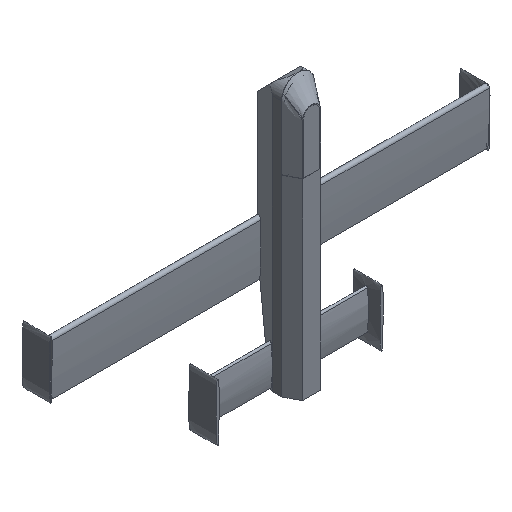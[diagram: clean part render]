
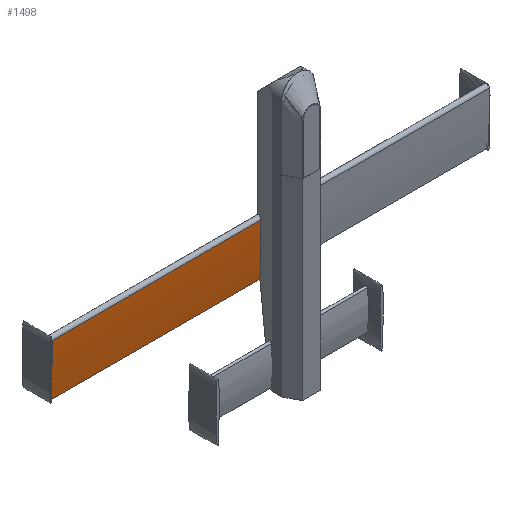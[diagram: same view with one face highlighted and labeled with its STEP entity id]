
A CAD part, isometric view. The second image highlights one B-rep face of the part: STEP entity #1498.
In plain terms, the highlighted cylindrical face has radius 1323.13 mm (diameter 2646.26 mm), a partial arc.
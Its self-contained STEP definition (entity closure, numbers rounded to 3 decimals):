
#27=ELLIPSE('',#1576,1403.389,1323.128);
#84=CIRCLE('',#1626,1323.128);
#102=CYLINDRICAL_SURFACE('',#1627,1323.128);
#173=FACE_OUTER_BOUND('',#259,.T.);
#259=EDGE_LOOP('',(#1303,#1304,#1305,#1306,#1307,#1308));
#310=B_SPLINE_CURVE_WITH_KNOTS('',3,(#3542,#3543,#3544,#3545,#3546,#3547),
 .UNSPECIFIED.,.F.,.F.,(4,2,4),(9.189,9.474,9.495),
 .UNSPECIFIED.);
#415=LINE('',#3323,#548);
#426=LINE('',#3554,#559);
#428=LINE('',#3559,#561);
#548=VECTOR('',#1889,10.);
#559=VECTOR('',#1950,10.);
#561=VECTOR('',#1956,10.);
#665=VERTEX_POINT('',#3211);
#666=VERTEX_POINT('',#3213);
#692=VERTEX_POINT('',#3322);
#711=VERTEX_POINT('',#3541);
#713=VERTEX_POINT('',#3553);
#714=VERTEX_POINT('',#3557);
#848=EDGE_CURVE('',#666,#665,#27,.T.);
#886=EDGE_CURVE('',#692,#666,#415,.T.);
#915=EDGE_CURVE('',#711,#692,#310,.T.);
#918=EDGE_CURVE('',#713,#711,#426,.T.);
#921=EDGE_CURVE('',#714,#665,#428,.T.);
#922=EDGE_CURVE('',#713,#714,#84,.T.);
#1303=ORIENTED_EDGE('',*,*,#918,.T.);
#1304=ORIENTED_EDGE('',*,*,#915,.T.);
#1305=ORIENTED_EDGE('',*,*,#886,.T.);
#1306=ORIENTED_EDGE('',*,*,#848,.T.);
#1307=ORIENTED_EDGE('',*,*,#921,.F.);
#1308=ORIENTED_EDGE('',*,*,#922,.F.);
#1498=ADVANCED_FACE('',(#173),#102,.T.);
#1576=AXIS2_PLACEMENT_3D('',#3214,#1822,#1823);
#1626=AXIS2_PLACEMENT_3D('',#3561,#1959,#1960);
#1627=AXIS2_PLACEMENT_3D('',#3562,#1961,#1962);
#1822=DIRECTION('center_axis',(-0.943,0.333,0.));
#1823=DIRECTION('ref_axis',(-0.333,-0.943,0.));
#1889=DIRECTION('',(1.,0.,0.));
#1950=DIRECTION('',(1.,0.,0.));
#1956=DIRECTION('',(1.,0.,0.));
#1959=DIRECTION('center_axis',(-1.,0.,0.));
#1960=DIRECTION('ref_axis',(0.,-1.,0.013));
#1961=DIRECTION('center_axis',(1.,0.,0.));
#1962=DIRECTION('ref_axis',(0.,-1.,0.013));
#3211=CARTESIAN_POINT('',(-18.446,50.,-250.));
#3213=CARTESIAN_POINT('',(-17.676,52.177,-345.358));
#3214=CARTESIAN_POINT('Origin',(449.309,1373.012,-267.5));
#3322=CARTESIAN_POINT('',(-398.299,52.177,-345.358));
#3323=CARTESIAN_POINT('',(0.,52.177,-345.358));
#3541=CARTESIAN_POINT('',(-397.873,52.,-342.295));
#3542=CARTESIAN_POINT('Ctrl Pts',(-397.873,52.,-342.295));
#3543=CARTESIAN_POINT('Ctrl Pts',(-397.99,52.055,-343.258));
#3544=CARTESIAN_POINT('Ctrl Pts',(-398.117,52.109,-344.209));
#3545=CARTESIAN_POINT('Ctrl Pts',(-398.276,52.169,-345.217));
#3546=CARTESIAN_POINT('Ctrl Pts',(-398.288,52.173,-345.287));
#3547=CARTESIAN_POINT('Ctrl Pts',(-398.299,52.177,-345.358));
#3553=CARTESIAN_POINT('',(-400.,52.,-342.295));
#3554=CARTESIAN_POINT('',(0.,52.,-342.295));
#3557=CARTESIAN_POINT('',(-400.,50.,-250.));
#3559=CARTESIAN_POINT('',(0.,50.,-250.));
#3561=CARTESIAN_POINT('Origin',(-400.,1373.012,-267.5));
#3562=CARTESIAN_POINT('Origin',(0.,1373.012,-267.5));
